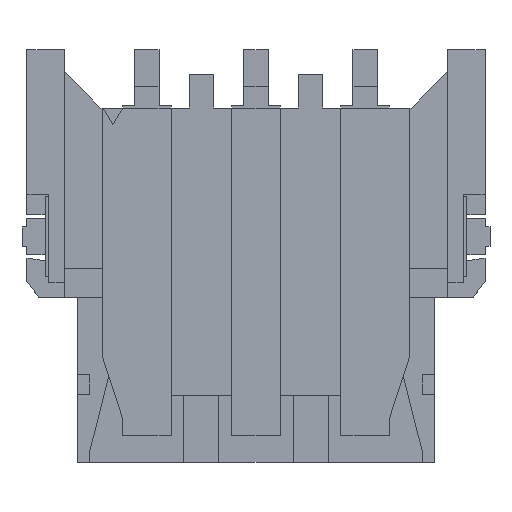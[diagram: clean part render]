
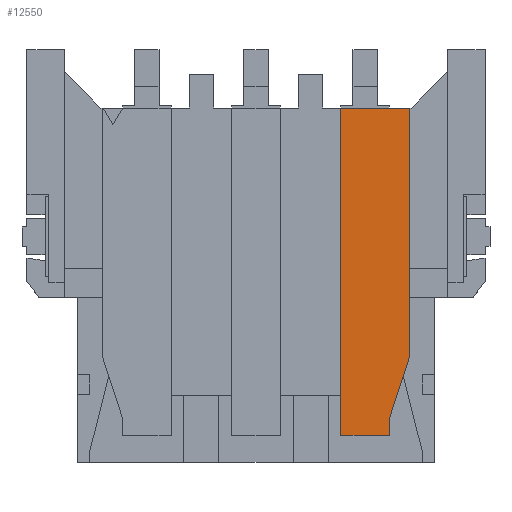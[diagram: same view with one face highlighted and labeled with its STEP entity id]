
A CAD part, top view. The second image highlights one B-rep face of the part: STEP entity #12550.
In plain terms, the highlighted planar face has unit normal (0, 0, 1).
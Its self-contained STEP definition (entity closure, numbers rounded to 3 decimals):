
#6740=CARTESIAN_POINT('',(11.514,107.976,
37.611));
#6750=VERTEX_POINT('',#6740);
#6780=CARTESIAN_POINT('',(11.514,107.976,
37.611));
#6790=DIRECTION('',(0.,1.,0.));
#6800=VECTOR('',#6790,1.);
#6810=LINE('',#6780,#6800);
#6820=CARTESIAN_POINT('',(11.514,108.676,
37.611));
#6830=VERTEX_POINT('',#6820);
#6840=EDGE_CURVE('',#6750,#6830,#6810,.T.);
#7050=CARTESIAN_POINT('',(12.364,111.276,
37.611));
#7060=VERTEX_POINT('',#7050);
#7090=CARTESIAN_POINT('',(12.364,115.276,
37.611));
#7100=DIRECTION('',(0.,1.,0.));
#7110=VECTOR('',#7100,1.);
#7120=LINE('',#7090,#7110);
#7130=CARTESIAN_POINT('',(12.364,121.476,
37.611));
#7140=VERTEX_POINT('',#7130);
#7150=EDGE_CURVE('',#7060,#7140,#7120,.T.);
#7750=CARTESIAN_POINT('',(9.514,107.976,
37.611));
#7760=VERTEX_POINT('',#7750);
#7810=CARTESIAN_POINT('',(12.064,107.976,
37.611));
#7820=DIRECTION('',(-1.,0.,0.));
#7830=VECTOR('',#7820,1.);
#7840=LINE('',#7810,#7830);
#7850=EDGE_CURVE('',#6750,#7760,#7840,.T.);
#8550=CARTESIAN_POINT('',(9.514,121.476,
37.611));
#8560=VERTEX_POINT('',#8550);
#8590=CARTESIAN_POINT('',(9.514,107.976,
37.611));
#8600=DIRECTION('',(0.,1.,0.));
#8610=VECTOR('',#8600,1.);
#8620=LINE('',#8590,#8610);
#8630=EDGE_CURVE('',#7760,#8560,#8620,.T.);
#10170=CARTESIAN_POINT('',(13.672,115.276,
37.611));
#10180=DIRECTION('',(0.311,0.95,0.));
#10190=VECTOR('',#10180,1.);
#10200=LINE('',#10170,#10190);
#10210=EDGE_CURVE('',#6830,#7060,#10200,.T.);
#11210=CARTESIAN_POINT('',(12.064,121.476,
37.611));
#11220=DIRECTION('',(-1.,0.,0.));
#11230=VECTOR('',#11220,1.);
#11240=LINE('',#11210,#11230);
#11250=EDGE_CURVE('',#7140,#8560,#11240,.T.);
#12420=CARTESIAN_POINT('',(10.934,115.076,
37.611));
#12430=DIRECTION('',(0.,0.,-1.));
#12440=DIRECTION('',(1.,0.,0.));
#12450=AXIS2_PLACEMENT_3D('',#12420,#12430,#12440);
#12460=PLANE('',#12450);
#12470=ORIENTED_EDGE('',*,*,#7150,.T.);
#12480=ORIENTED_EDGE('',*,*,#10210,.T.);
#12490=ORIENTED_EDGE('',*,*,#6840,.T.);
#12500=ORIENTED_EDGE('',*,*,#7850,.F.);
#12510=ORIENTED_EDGE('',*,*,#8630,.F.);
#12520=ORIENTED_EDGE('',*,*,#11250,.T.);
#12530=EDGE_LOOP('',(#12520,#12510,#12500,#12490,#12480,#12470));
#12540=FACE_OUTER_BOUND('',#12530,.T.);
#12550=ADVANCED_FACE('',(#12540),#12460,.F.);
